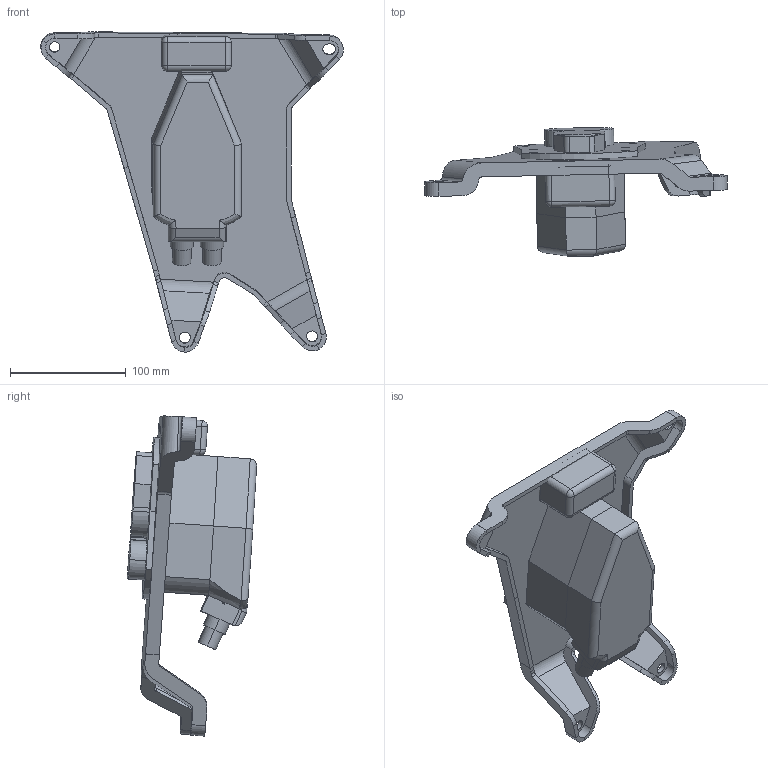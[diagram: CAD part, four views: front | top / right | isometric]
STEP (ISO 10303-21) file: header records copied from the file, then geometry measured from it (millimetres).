
FILE_DESCRIPTION(('CATIA V6 STEP','CAx-IF Rec.Pracs.--- Model Styling and Organization---1.5--- 2016-08-15','CAx-IF Rec.Pracs.---Supplemental Geometry---1.0---2011-11-01','CAx-IF Rec.Pracs.--- Composite Materials ---3.4---2017-06-13','CAx-IF Rec.Pracs.---Tessellated 3D Geometry---1.0---2015-12-17'),'2;1');
FILE_NAME('Prd-00928567 A.1 In Work Reference CHARGE PORT ASM, CSS1 enricosala evelozcity.stp','2020-04-07T01:07:32+00:00',('none'),('none'),'3DEXPERIENCE Platform3DEXPERIENCE R2020x HotFix 2','3DEXPERIENCE Platform STEP AP242 v1','none');
FILE_SCHEMA(('AP242_MANAGED_MODEL_BASED_3D_ENGINEERING_MIM_LF {1 0 10303 442 1 1 4}'));
Length unit declared in the file: millimetre
Products named in the file (6): __A.1__CHARGE PORT ASM, CSS1__Prd-00928567__2020-04-06-1807; __A.1__HEADER, DC Cables, FEM MOUNT CHARGE PORT__Prd-00924106__2020-04-06-1807; __A.1__FEM MOUNT CHARGE PORT__Prd-00922998__2020-04-06-1807; __A.1__DC Cable Connection__Prd-00931831__2020-04-06-1807; __A.1__Latch Motor__Prd-00931837__2020-04-06-1807; __A.1__BRACKET, CHARGE PORT__Prd-00801588__2020-04-06-1807
Assembly tree (6 placements, depth 2):
  __A.1__CHARGE PORT ASM, CSS1__Prd-00928567__2020-04-06-1807
    __A.1__HEADER, DC Cables, FEM MOUNT CHARGE PORT__Prd-00924106__2020-04-06-1807
    __A.1__FEM MOUNT CHARGE PORT__Prd-00922998__2020-04-06-1807
    __A.1__DC Cable Connection__Prd-00931831__2020-04-06-1807  x2
    __A.1__Latch Motor__Prd-00931837__2020-04-06-1807
    __A.1__BRACKET, CHARGE PORT__Prd-00801588__2020-04-06-1807
Bounding box: 261.16 x 111.47 x 276.36 mm (x, y, z)
Volume: 441146 mm3; surface area: 230111.7 mm2
Topology: 9 solids, 9 shells, 386 faces, 1049 edges, 678 vertices
Faces by surface type: plane 188, cylinder 168, bspline 10, extrusion 8, sphere 8, cone 4
Entity records: 11832 total; most frequent: CARTESIAN_POINT 3251, ORIENTED_EDGE 1926, DIRECTION 1401, EDGE_CURVE 963, VERTEX_POINT 626, AXIS2_PLACEMENT_3D 555, VECTOR 537, LINE 529
